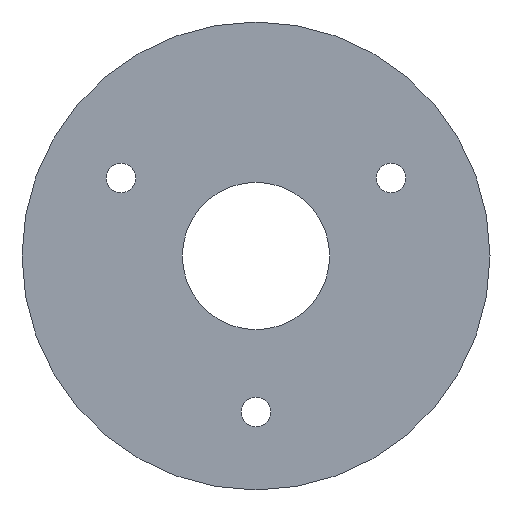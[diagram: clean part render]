
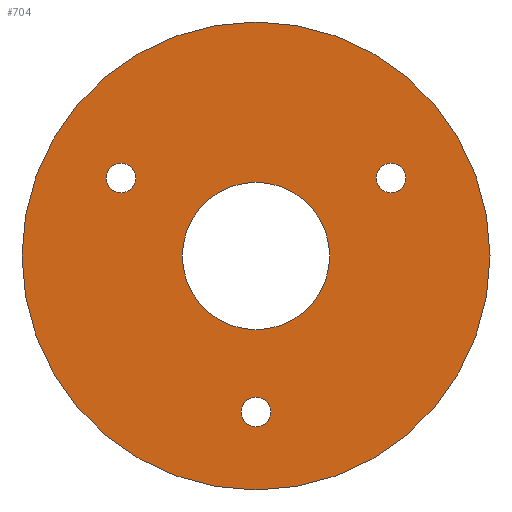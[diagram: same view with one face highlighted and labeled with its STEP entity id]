
A CAD part, front view. The second image highlights one B-rep face of the part: STEP entity #704.
In plain terms, the highlighted planar face has unit normal (0, -1, 0).
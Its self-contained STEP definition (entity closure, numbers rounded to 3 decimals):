
#4 = AXIS2_PLACEMENT_3D ( 'NONE', #201, #784, #58 ) ;
#9 = DIRECTION ( 'NONE',  ( 0., 1., 0. ) ) ;
#10 = AXIS2_PLACEMENT_3D ( 'NONE', #910, #760, #41 ) ;
#17 = EDGE_CURVE ( 'NONE', #324, #200, #244, .T. ) ;
#29 = ORIENTED_EDGE ( 'NONE', *, *, #726, .F. ) ;
#41 = DIRECTION ( 'NONE',  ( 0., 0., 1. ) ) ;
#58 = DIRECTION ( 'NONE',  ( 0., 0., 1. ) ) ;
#63 = CARTESIAN_POINT ( 'NONE',  ( 15.588, -2., 10.7 ) ) ;
#66 = DIRECTION ( 'NONE',  ( 0., 0., 1. ) ) ;
#92 = ORIENTED_EDGE ( 'NONE', *, *, #301, .T. ) ;
#108 = EDGE_CURVE ( 'NONE', #818, #373, #370, .T. ) ;
#120 = AXIS2_PLACEMENT_3D ( 'NONE', #785, #427, #349 ) ;
#125 = ORIENTED_EDGE ( 'NONE', *, *, #108, .T. ) ;
#133 = AXIS2_PLACEMENT_3D ( 'NONE', #889, #9, #393 ) ;
#142 = AXIS2_PLACEMENT_3D ( 'NONE', #717, #270, #776 ) ;
#156 = EDGE_CURVE ( 'NONE', #871, #698, #799, .T. ) ;
#178 = EDGE_LOOP ( 'NONE', ( #125, #504 ) ) ;
#200 = VERTEX_POINT ( 'NONE', #721 ) ;
#201 = CARTESIAN_POINT ( 'NONE',  ( 0., -2., 0. ) ) ;
#204 = EDGE_CURVE ( 'NONE', #306, #861, #918, .T. ) ;
#212 = AXIS2_PLACEMENT_3D ( 'NONE', #709, #276, #845 ) ;
#217 = CARTESIAN_POINT ( 'NONE',  ( -15.588, -2., 10.7 ) ) ;
#240 = CARTESIAN_POINT ( 'NONE',  ( 15.588, -2., 7.3 ) ) ;
#244 = CIRCLE ( 'NONE', #133, 1.7 ) ;
#261 = FACE_BOUND ( 'NONE', #178, .T. ) ;
#264 = DIRECTION ( 'NONE',  ( 0., 1., 0. ) ) ;
#270 = DIRECTION ( 'NONE',  ( 0., 1., 0. ) ) ;
#273 = DIRECTION ( 'NONE',  ( 0., 1., 0. ) ) ;
#274 = DIRECTION ( 'NONE',  ( 0., 0., 1. ) ) ;
#275 = FACE_BOUND ( 'NONE', #949, .T. ) ;
#276 = DIRECTION ( 'NONE',  ( 0., 1., 0. ) ) ;
#283 = ORIENTED_EDGE ( 'NONE', *, *, #17, .T. ) ;
#284 = CARTESIAN_POINT ( 'NONE',  ( 0., -2., -8.5 ) ) ;
#292 = DIRECTION ( 'NONE',  ( 0., 1., 0. ) ) ;
#295 = AXIS2_PLACEMENT_3D ( 'NONE', #951, #372, #731 ) ;
#300 = VERTEX_POINT ( 'NONE', #240 ) ;
#301 = EDGE_CURVE ( 'NONE', #698, #871, #419, .T. ) ;
#306 = VERTEX_POINT ( 'NONE', #322 ) ;
#319 = CARTESIAN_POINT ( 'NONE',  ( 0., -2., -16.3 ) ) ;
#321 = CARTESIAN_POINT ( 'NONE',  ( 0., -2., 8.5 ) ) ;
#322 = CARTESIAN_POINT ( 'NONE',  ( 0., -2., 27. ) ) ;
#323 = AXIS2_PLACEMENT_3D ( 'NONE', #858, #264, #274 ) ;
#324 = VERTEX_POINT ( 'NONE', #319 ) ;
#330 = ORIENTED_EDGE ( 'NONE', *, *, #719, .T. ) ;
#343 = CIRCLE ( 'NONE', #447, 1.7 ) ;
#349 = DIRECTION ( 'NONE',  ( 0., 0., 1. ) ) ;
#370 = CIRCLE ( 'NONE', #10, 1.7 ) ;
#372 = DIRECTION ( 'NONE',  ( 0., 1., 0. ) ) ;
#373 = VERTEX_POINT ( 'NONE', #496 ) ;
#393 = DIRECTION ( 'NONE',  ( 0., 0., 1. ) ) ;
#416 = CIRCLE ( 'NONE', #295, 1.7 ) ;
#419 = CIRCLE ( 'NONE', #212, 8.5 ) ;
#427 = DIRECTION ( 'NONE',  ( 0., 1., 0. ) ) ;
#438 = VERTEX_POINT ( 'NONE', #63 ) ;
#447 = AXIS2_PLACEMENT_3D ( 'NONE', #448, #292, #66 ) ;
#448 = CARTESIAN_POINT ( 'NONE',  ( -15.588, -2., 9. ) ) ;
#486 = AXIS2_PLACEMENT_3D ( 'NONE', #645, #273, #582 ) ;
#496 = CARTESIAN_POINT ( 'NONE',  ( -15.588, -2., 7.3 ) ) ;
#504 = ORIENTED_EDGE ( 'NONE', *, *, #738, .T. ) ;
#509 = DIRECTION ( 'NONE',  ( 0., 0., 1. ) ) ;
#530 = CARTESIAN_POINT ( 'NONE',  ( 0., -2., -27. ) ) ;
#553 = CIRCLE ( 'NONE', #486, 1.7 ) ;
#574 = EDGE_LOOP ( 'NONE', ( #747, #330 ) ) ;
#582 = DIRECTION ( 'NONE',  ( 0., 0., 1. ) ) ;
#587 = DIRECTION ( 'NONE',  ( 0., 1., 0. ) ) ;
#625 = EDGE_LOOP ( 'NONE', ( #29, #850 ) ) ;
#645 = CARTESIAN_POINT ( 'NONE',  ( 0., -2., -18. ) ) ;
#680 = EDGE_CURVE ( 'NONE', #438, #300, #902, .T. ) ;
#686 = CIRCLE ( 'NONE', #757, 27. ) ;
#694 = EDGE_CURVE ( 'NONE', #200, #324, #553, .T. ) ;
#698 = VERTEX_POINT ( 'NONE', #284 ) ;
#701 = FACE_OUTER_BOUND ( 'NONE', #625, .T. ) ;
#704 = ADVANCED_FACE ( 'NONE', ( #749, #714, #261, #701, #275 ), #943, .F. ) ;
#709 = CARTESIAN_POINT ( 'NONE',  ( 0., -2., 0. ) ) ;
#714 = FACE_BOUND ( 'NONE', #574, .T. ) ;
#717 = CARTESIAN_POINT ( 'NONE',  ( 15.588, -2., 9. ) ) ;
#719 = EDGE_CURVE ( 'NONE', #300, #438, #416, .T. ) ;
#721 = CARTESIAN_POINT ( 'NONE',  ( 0., -2., -19.7 ) ) ;
#726 = EDGE_CURVE ( 'NONE', #861, #306, #686, .T. ) ;
#731 = DIRECTION ( 'NONE',  ( 0., 0., 1. ) ) ;
#738 = EDGE_CURVE ( 'NONE', #373, #818, #343, .T. ) ;
#747 = ORIENTED_EDGE ( 'NONE', *, *, #680, .T. ) ;
#749 = FACE_BOUND ( 'NONE', #928, .T. ) ;
#757 = AXIS2_PLACEMENT_3D ( 'NONE', #955, #587, #509 ) ;
#760 = DIRECTION ( 'NONE',  ( 0., 1., 0. ) ) ;
#776 = DIRECTION ( 'NONE',  ( 0., 0., 1. ) ) ;
#784 = DIRECTION ( 'NONE',  ( 0., 1., 0. ) ) ;
#785 = CARTESIAN_POINT ( 'NONE',  ( 0., -2., 0. ) ) ;
#793 = ORIENTED_EDGE ( 'NONE', *, *, #156, .T. ) ;
#799 = CIRCLE ( 'NONE', #120, 8.5 ) ;
#804 = ORIENTED_EDGE ( 'NONE', *, *, #694, .T. ) ;
#818 = VERTEX_POINT ( 'NONE', #217 ) ;
#845 = DIRECTION ( 'NONE',  ( 0., 0., 1. ) ) ;
#850 = ORIENTED_EDGE ( 'NONE', *, *, #204, .F. ) ;
#858 = CARTESIAN_POINT ( 'NONE',  ( 0., -2., 0. ) ) ;
#861 = VERTEX_POINT ( 'NONE', #530 ) ;
#871 = VERTEX_POINT ( 'NONE', #321 ) ;
#889 = CARTESIAN_POINT ( 'NONE',  ( 0., -2., -18. ) ) ;
#902 = CIRCLE ( 'NONE', #142, 1.7 ) ;
#910 = CARTESIAN_POINT ( 'NONE',  ( -15.588, -2., 9. ) ) ;
#918 = CIRCLE ( 'NONE', #323, 27. ) ;
#928 = EDGE_LOOP ( 'NONE', ( #283, #804 ) ) ;
#943 = PLANE ( 'NONE',  #4 ) ;
#949 = EDGE_LOOP ( 'NONE', ( #92, #793 ) ) ;
#951 = CARTESIAN_POINT ( 'NONE',  ( 15.588, -2., 9. ) ) ;
#955 = CARTESIAN_POINT ( 'NONE',  ( 0., -2., 0. ) ) ;
